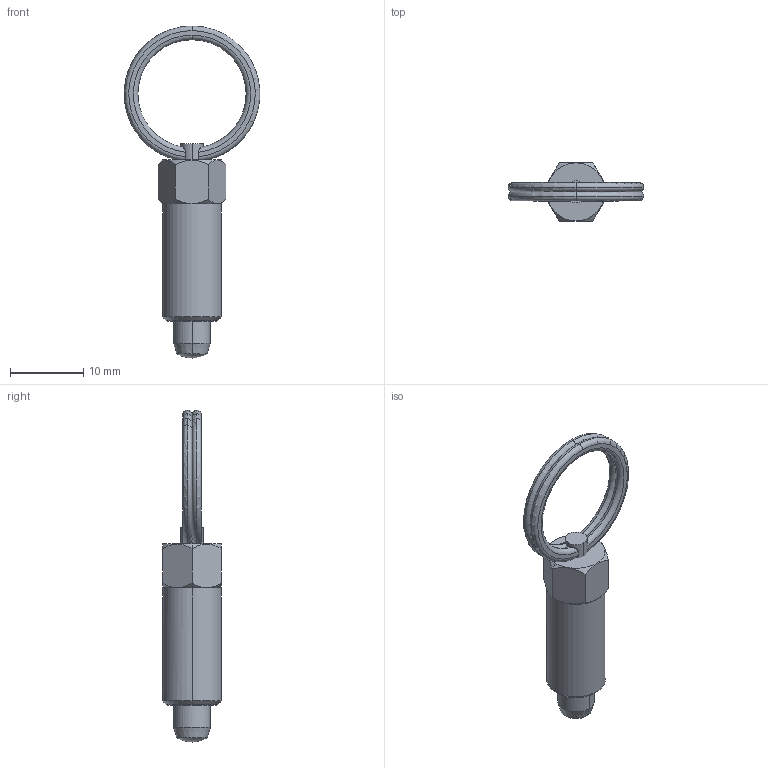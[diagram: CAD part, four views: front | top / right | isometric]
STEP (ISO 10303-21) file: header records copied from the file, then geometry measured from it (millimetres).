
FILE_DESCRIPTION(('STEP AP214'),'1');
FILE_NAME(' ',' ',('TraceParts'),('TraceParts S.A.'),'XStep 1.0',' ',' ');
FILE_SCHEMA(('automotive_design'));
Length unit declared in the file: millimetre
Products named in the file (2): 1; 2
Bounding box: 18.48 x 8 x 45.25 mm (x, y, z)
Volume: 1543.8 mm3; surface area: 1594.4 mm2
Topology: 2 solids, 2 shells, 52 faces, 119 edges, 72 vertices
Faces by surface type: torus 16, plane 14, cylinder 10, cone 10, sphere 2
Entity records: 3012 total; most frequent: CARTESIAN_POINT 455, DIRECTION 256, STYLED_ITEM 243, PRESENTATION_STYLE_ASSIGNMENT 243, COLOUR_RGB 243, ORIENTED_EDGE 234, EDGE_CURVE 117, CURVE_STYLE 117
